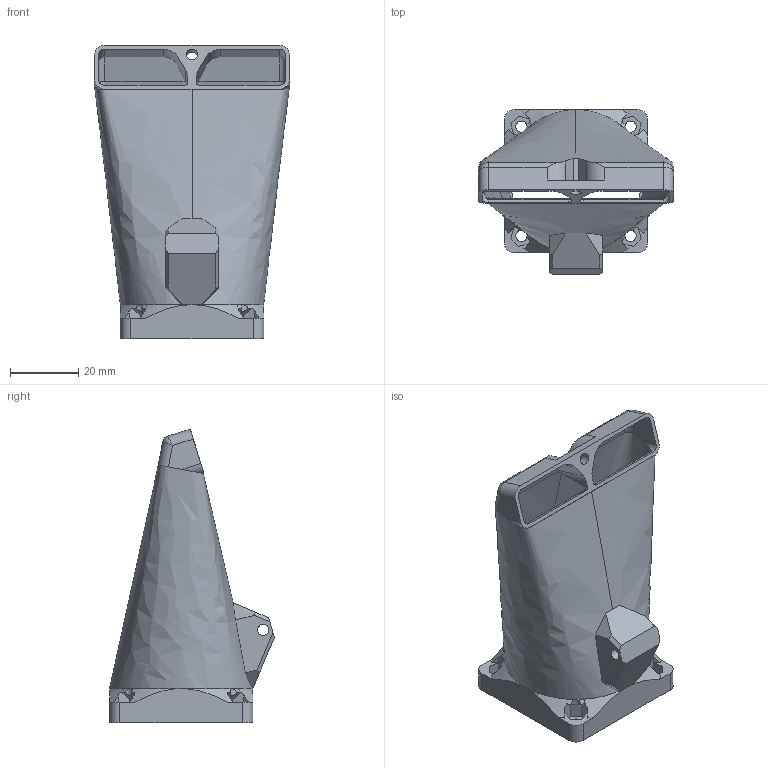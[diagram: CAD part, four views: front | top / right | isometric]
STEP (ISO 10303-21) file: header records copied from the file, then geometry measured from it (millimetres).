
FILE_DESCRIPTION(/* description */ (''),/* implementation_level */ '2;1');
FILE_NAME(/* name */ '40mm_fan_inlet.step',/* time_stamp */ '2022-06-27T14:07:20+01:00',/* author */ (''),/* organization */ (''),/* preprocessor_version */ 'ST-DEVELOPER v19',/* originating_system */ 'Autodesk Translation Framework v11.7.0.108',/* authorisation */ '');
FILE_SCHEMA (('AUTOMOTIVE_DESIGN { 1 0 10303 214 3 1 1 }'));
Length unit declared in the file: millimetre
Products named in the file (1): 40mm_fan_inlet
Bounding box: 57.2 x 48.34 x 86 mm (x, y, z)
Volume: 18098.4 mm3; surface area: 23922.3 mm2
Topology: 1 solids, 1 shells, 181 faces, 503 edges, 321 vertices
Faces by surface type: plane 98, cylinder 40, bspline 38, cone 4, torus 1
Full cylindrical faces by diameter (mm): 3.3 x6, 38.2 x1
Entity records: 10886 total; most frequent: CARTESIAN_POINT 6572, ORIENTED_EDGE 1000, DIRECTION 719, EDGE_CURVE 500, VERTEX_POINT 321, LINE 259, VECTOR 259, AXIS2_PLACEMENT_3D 230
